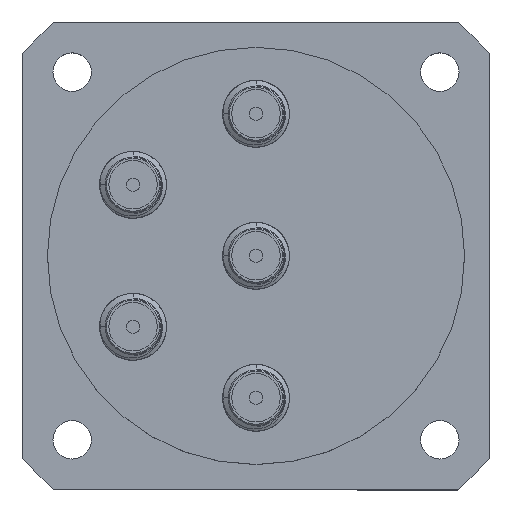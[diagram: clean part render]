
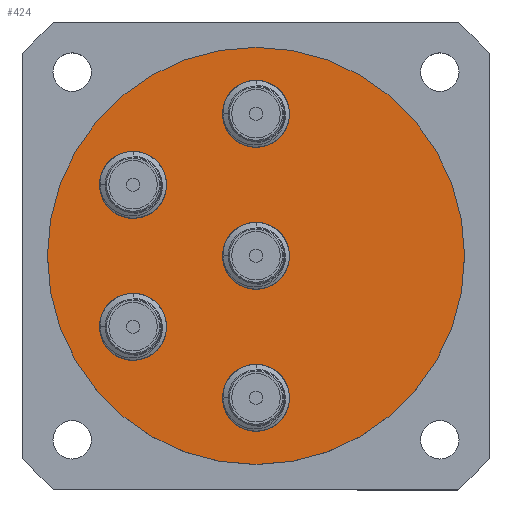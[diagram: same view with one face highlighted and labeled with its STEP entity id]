
A CAD part, top view. The second image highlights one B-rep face of the part: STEP entity #424.
In plain terms, the highlighted planar face has unit normal (0, 0, 1).
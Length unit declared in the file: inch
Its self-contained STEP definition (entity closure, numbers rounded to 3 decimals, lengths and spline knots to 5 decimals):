
#28 = DIRECTION ( 'NONE',  ( 0., 0., 1. ) ) ;
#413 = CARTESIAN_POINT ( 'NONE',  ( -0.45986, 0.2655, 0.25 ) ) ;
#424 = ADVANCED_FACE ( 'NONE', ( #14372, #665, #4751, #751, #15792, #13030 ), #6172, .T. ) ;
#442 = CARTESIAN_POINT ( 'NONE',  ( -0.45986, 0.2655, 0.25 ) ) ;
#665 = FACE_BOUND ( 'NONE', #784, .T. ) ;
#751 = FACE_BOUND ( 'NONE', #10808, .T. ) ;
#784 = EDGE_LOOP ( 'NONE', ( #7604, #2125 ) ) ;
#1032 = CIRCLE ( 'NONE', #9829, 0.125 ) ;
#1087 = CARTESIAN_POINT ( 'NONE',  ( -0.33486, -0.2655, 0.25 ) ) ;
#1112 = CIRCLE ( 'NONE', #2530, 0.78 ) ;
#1181 = CARTESIAN_POINT ( 'NONE',  ( 0.78, 0., 0.25 ) ) ;
#1244 = AXIS2_PLACEMENT_3D ( 'NONE', #9434, #2771, #12022 ) ;
#1295 = CARTESIAN_POINT ( 'NONE',  ( 0., 0., 0.25 ) ) ;
#1374 = EDGE_CURVE ( 'NONE', #14598, #8995, #11555, .T. ) ;
#1433 = CARTESIAN_POINT ( 'NONE',  ( -0.125, 0., 0.25 ) ) ;
#1463 = CIRCLE ( 'NONE', #2036, 0.125 ) ;
#1464 = EDGE_LOOP ( 'NONE', ( #16959, #3749 ) ) ;
#1595 = CARTESIAN_POINT ( 'NONE',  ( 0., -0.531, 0.25 ) ) ;
#1639 = CARTESIAN_POINT ( 'NONE',  ( 0., 0., 0.25 ) ) ;
#1665 = CARTESIAN_POINT ( 'NONE',  ( 0., 0.531, 0.25 ) ) ;
#1676 = CARTESIAN_POINT ( 'NONE',  ( 0.125, -0.531, 0.25 ) ) ;
#1974 = VERTEX_POINT ( 'NONE', #3636 ) ;
#2036 = AXIS2_PLACEMENT_3D ( 'NONE', #17285, #9119, #14462 ) ;
#2125 = ORIENTED_EDGE ( 'NONE', *, *, #6908, .F. ) ;
#2332 = AXIS2_PLACEMENT_3D ( 'NONE', #5542, #10781, #9450 ) ;
#2348 = CIRCLE ( 'NONE', #13710, 0.125 ) ;
#2378 = CARTESIAN_POINT ( 'NONE',  ( 0.125, 0.531, 0.25 ) ) ;
#2429 = EDGE_CURVE ( 'NONE', #16146, #1974, #1032, .T. ) ;
#2530 = AXIS2_PLACEMENT_3D ( 'NONE', #1639, #28, #9720 ) ;
#2589 = ORIENTED_EDGE ( 'NONE', *, *, #2429, .F. ) ;
#2771 = DIRECTION ( 'NONE',  ( 0., 0., 1. ) ) ;
#2850 = AXIS2_PLACEMENT_3D ( 'NONE', #6436, #15528, #11866 ) ;
#2855 = DIRECTION ( 'NONE',  ( 1., 0., 0. ) ) ;
#2949 = VERTEX_POINT ( 'NONE', #9193 ) ;
#3636 = CARTESIAN_POINT ( 'NONE',  ( -0.58486, 0.2655, 0.25 ) ) ;
#3749 = ORIENTED_EDGE ( 'NONE', *, *, #14030, .T. ) ;
#3854 = CARTESIAN_POINT ( 'NONE',  ( 0.125, 0., 0.25 ) ) ;
#4015 = AXIS2_PLACEMENT_3D ( 'NONE', #15392, #12718, #5692 ) ;
#4146 = EDGE_LOOP ( 'NONE', ( #8390, #2589 ) ) ;
#4174 = AXIS2_PLACEMENT_3D ( 'NONE', #1595, #13597, #12612 ) ;
#4698 = CARTESIAN_POINT ( 'NONE',  ( -0.33486, 0.2655, 0.25 ) ) ;
#4751 = FACE_BOUND ( 'NONE', #4146, .T. ) ;
#4761 = EDGE_LOOP ( 'NONE', ( #9207, #15776 ) ) ;
#4934 = CIRCLE ( 'NONE', #1244, 0.125 ) ;
#5156 = CIRCLE ( 'NONE', #2332, 0.125 ) ;
#5542 = CARTESIAN_POINT ( 'NONE',  ( 0., 0.531, 0.25 ) ) ;
#5692 = DIRECTION ( 'NONE',  ( 1., 0., 0. ) ) ;
#5834 = DIRECTION ( 'NONE',  ( 1., 0., 0. ) ) ;
#5865 = DIRECTION ( 'NONE',  ( 0., 0., 1. ) ) ;
#5920 = DIRECTION ( 'NONE',  ( 0., 0., 1. ) ) ;
#6011 = CIRCLE ( 'NONE', #4015, 0.125 ) ;
#6172 = PLANE ( 'NONE',  #2850 ) ;
#6182 = VERTEX_POINT ( 'NONE', #3854 ) ;
#6217 = EDGE_LOOP ( 'NONE', ( #11550, #17032 ) ) ;
#6436 = CARTESIAN_POINT ( 'NONE',  ( 0., 0., 0.25 ) ) ;
#6665 = VERTEX_POINT ( 'NONE', #2378 ) ;
#6868 = AXIS2_PLACEMENT_3D ( 'NONE', #442, #5865, #7031 ) ;
#6908 = EDGE_CURVE ( 'NONE', #14766, #14550, #1463, .T. ) ;
#7031 = DIRECTION ( 'NONE',  ( 1., 0., 0. ) ) ;
#7101 = CIRCLE ( 'NONE', #12209, 0.125 ) ;
#7167 = DIRECTION ( 'NONE',  ( 1., 0., 0. ) ) ;
#7604 = ORIENTED_EDGE ( 'NONE', *, *, #14154, .F. ) ;
#8011 = CIRCLE ( 'NONE', #10555, 0.78 ) ;
#8390 = ORIENTED_EDGE ( 'NONE', *, *, #14219, .F. ) ;
#8644 = EDGE_CURVE ( 'NONE', #8995, #14598, #2348, .T. ) ;
#8686 = ORIENTED_EDGE ( 'NONE', *, *, #12350, .F. ) ;
#8995 = VERTEX_POINT ( 'NONE', #12844 ) ;
#9119 = DIRECTION ( 'NONE',  ( 0., 0., 1. ) ) ;
#9193 = CARTESIAN_POINT ( 'NONE',  ( -0.125, 0.531, 0.25 ) ) ;
#9207 = ORIENTED_EDGE ( 'NONE', *, *, #8644, .F. ) ;
#9434 = CARTESIAN_POINT ( 'NONE',  ( 0., 0., 0.25 ) ) ;
#9450 = DIRECTION ( 'NONE',  ( 1., 0., 0. ) ) ;
#9533 = EDGE_CURVE ( 'NONE', #2949, #6665, #7101, .T. ) ;
#9720 = DIRECTION ( 'NONE',  ( 1., 0., 0. ) ) ;
#9829 = AXIS2_PLACEMENT_3D ( 'NONE', #413, #5920, #5834 ) ;
#10029 = CARTESIAN_POINT ( 'NONE',  ( 0., -0.531, 0.25 ) ) ;
#10230 = ORIENTED_EDGE ( 'NONE', *, *, #14968, .F. ) ;
#10555 = AXIS2_PLACEMENT_3D ( 'NONE', #16106, #12192, #2855 ) ;
#10781 = DIRECTION ( 'NONE',  ( 0., 0., 1. ) ) ;
#10808 = EDGE_LOOP ( 'NONE', ( #8686, #10230 ) ) ;
#10815 = EDGE_CURVE ( 'NONE', #14682, #15845, #1112, .T. ) ;
#11016 = CARTESIAN_POINT ( 'NONE',  ( -0.58486, -0.2655, 0.25 ) ) ;
#11091 = DIRECTION ( 'NONE',  ( 0., 0., 1. ) ) ;
#11429 = AXIS2_PLACEMENT_3D ( 'NONE', #1295, #12054, #12408 ) ;
#11550 = ORIENTED_EDGE ( 'NONE', *, *, #9533, .F. ) ;
#11555 = CIRCLE ( 'NONE', #4174, 0.125 ) ;
#11866 = DIRECTION ( 'NONE',  ( 1., 0., 0. ) ) ;
#12022 = DIRECTION ( 'NONE',  ( 1., 0., 0. ) ) ;
#12054 = DIRECTION ( 'NONE',  ( 0., 0., 1. ) ) ;
#12192 = DIRECTION ( 'NONE',  ( 0., 0., 1. ) ) ;
#12209 = AXIS2_PLACEMENT_3D ( 'NONE', #1665, #11091, #7167 ) ;
#12265 = CIRCLE ( 'NONE', #6868, 0.125 ) ;
#12350 = EDGE_CURVE ( 'NONE', #12842, #6182, #13704, .T. ) ;
#12408 = DIRECTION ( 'NONE',  ( 1., 0., 0. ) ) ;
#12612 = DIRECTION ( 'NONE',  ( 1., 0., 0. ) ) ;
#12718 = DIRECTION ( 'NONE',  ( 0., 0., 1. ) ) ;
#12842 = VERTEX_POINT ( 'NONE', #1433 ) ;
#12844 = CARTESIAN_POINT ( 'NONE',  ( -0.125, -0.531, 0.25 ) ) ;
#13030 = FACE_OUTER_BOUND ( 'NONE', #1464, .T. ) ;
#13213 = DIRECTION ( 'NONE',  ( 1., 0., 0. ) ) ;
#13597 = DIRECTION ( 'NONE',  ( 0., 0., 1. ) ) ;
#13704 = CIRCLE ( 'NONE', #11429, 0.125 ) ;
#13710 = AXIS2_PLACEMENT_3D ( 'NONE', #10029, #16055, #13213 ) ;
#13760 = EDGE_CURVE ( 'NONE', #6665, #2949, #5156, .T. ) ;
#14030 = EDGE_CURVE ( 'NONE', #15845, #14682, #8011, .T. ) ;
#14154 = EDGE_CURVE ( 'NONE', #14550, #14766, #6011, .T. ) ;
#14219 = EDGE_CURVE ( 'NONE', #1974, #16146, #12265, .T. ) ;
#14265 = CARTESIAN_POINT ( 'NONE',  ( -0.78, 0., 0.25 ) ) ;
#14372 = FACE_BOUND ( 'NONE', #4761, .T. ) ;
#14462 = DIRECTION ( 'NONE',  ( 1., 0., 0. ) ) ;
#14550 = VERTEX_POINT ( 'NONE', #11016 ) ;
#14598 = VERTEX_POINT ( 'NONE', #1676 ) ;
#14682 = VERTEX_POINT ( 'NONE', #14265 ) ;
#14766 = VERTEX_POINT ( 'NONE', #1087 ) ;
#14968 = EDGE_CURVE ( 'NONE', #6182, #12842, #4934, .T. ) ;
#15392 = CARTESIAN_POINT ( 'NONE',  ( -0.45986, -0.2655, 0.25 ) ) ;
#15528 = DIRECTION ( 'NONE',  ( 0., 0., 1. ) ) ;
#15776 = ORIENTED_EDGE ( 'NONE', *, *, #1374, .F. ) ;
#15792 = FACE_BOUND ( 'NONE', #6217, .T. ) ;
#15845 = VERTEX_POINT ( 'NONE', #1181 ) ;
#16055 = DIRECTION ( 'NONE',  ( 0., 0., 1. ) ) ;
#16106 = CARTESIAN_POINT ( 'NONE',  ( 0., 0., 0.25 ) ) ;
#16146 = VERTEX_POINT ( 'NONE', #4698 ) ;
#16959 = ORIENTED_EDGE ( 'NONE', *, *, #10815, .T. ) ;
#17032 = ORIENTED_EDGE ( 'NONE', *, *, #13760, .F. ) ;
#17285 = CARTESIAN_POINT ( 'NONE',  ( -0.45986, -0.2655, 0.25 ) ) ;
